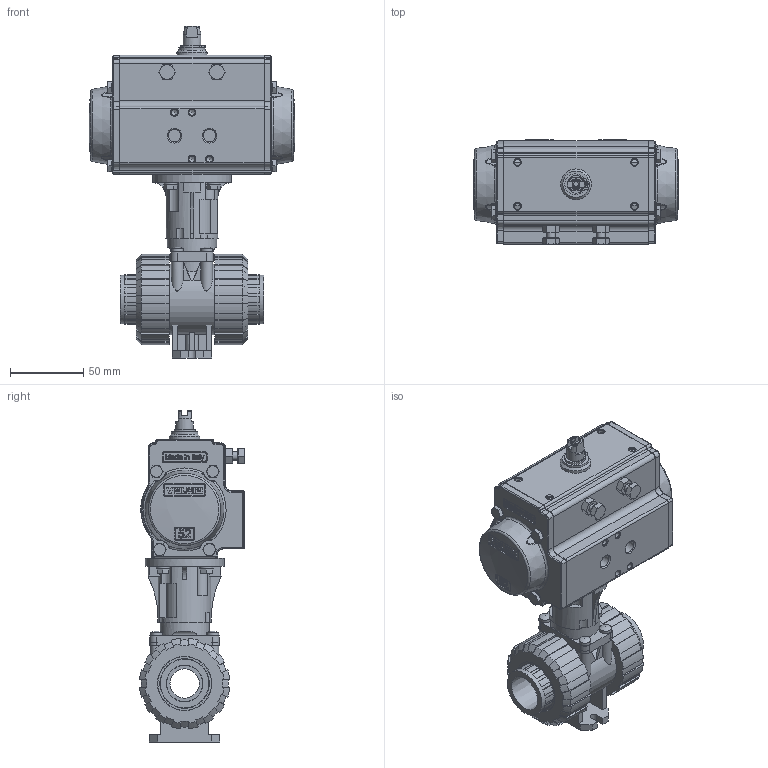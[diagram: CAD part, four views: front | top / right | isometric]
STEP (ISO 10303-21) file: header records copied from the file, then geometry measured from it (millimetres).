
FILE_DESCRIPTION((''),'2;1');
FILE_NAME('PV10053A - 025 - SR052.stp','2021-08-16T08:52:50',('RL'),(''),'Autodesk Inventor 2012','Autodesk Inventor 2012','');
FILE_SCHEMA(('AUTOMOTIVE_DESIGN { 1 0 10303 214 1 1 1 1 }'));
Length unit declared in the file: millimetre
Products named in the file (1): PV10053A_025_82DASR052
Bounding box: 140.63 x 71.88 x 227 mm (x, y, z)
Volume: 833113 mm3; surface area: 108473.7 mm2
Topology: 1 solids, 4 shells, 1948 faces, 5167 edges, 3290 vertices
Faces by surface type: plane 936, bspline 376, cylinder 310, cone 249, torus 69, sphere 8
Full cylindrical faces by diameter (mm): 1.5 x2, 4.2 x8, 5 x5, 5.5 x4, 6 x2, 6.88 x4, 8 x12, 8.1 x4, 8.25 x4, 8.5 x2, 10 x2, 11.1 x1, 12 x1, 13.119 x1, 18 x1, 18.4 x1, 20 x1, 21 x1, 22.9 x1, 23 x1, 27.4 x2, 33.3 x2, 33.6 x1, 36.7 x2, 37 x2, 48 x3, 54 x1
Entity records: 85764 total; most frequent: CARTESIAN_POINT 38949, ORIENTED_EDGE 9988, DIRECTION 8626, EDGE_CURVE 4994, VERTEX_POINT 3240, AXIS2_PLACEMENT_3D 3190, VECTOR 2246, LINE 2246
